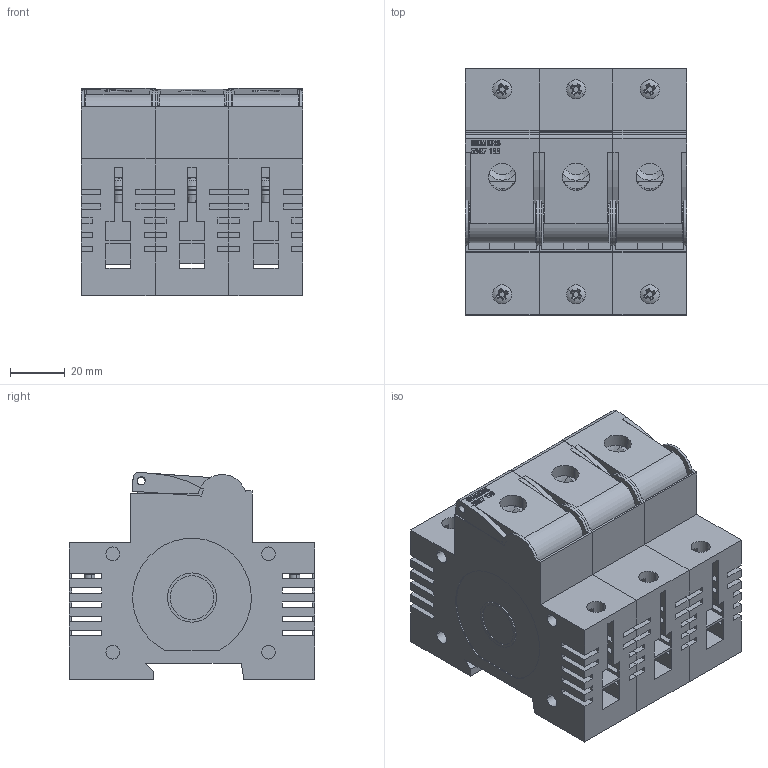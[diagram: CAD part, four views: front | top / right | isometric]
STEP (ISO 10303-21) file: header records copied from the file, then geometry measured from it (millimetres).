
FILE_DESCRIPTION(('STEP AP214'),'1');
FILE_NAME('cctmp_2DB0C6C7-263D-4950-9F23-0EFE8EB26839_2023_07_21_23_26_00_0343..stp','2023-07-21T21:26:01',('SIEMENS A&D'),('CADClick - www.CADClick.com'),'Spatial InterOp 3D postprocessed',' ','unknown authorization');
FILE_SCHEMA(('AUTOMOTIVE_DESIGN'));
Length unit declared in the file: millimetre
Products named in the file (16): cc_unnamed; 2023_07_21_23_26_00_0293; 2023_07_21_23_26_00_0289; 2023_07_21_23_26_00_0285; 2023_07_21_23_26_00_0281; 2023_07_21_23_26_00_0277; 2023_07_21_23_26_00_0273; 2023_07_21_23_26_00_0269; 2023_07_21_23_26_00_0266; 2023_07_21_23_26_00_0262; 2023_07_21_23_26_00_0258; 2023_07_21_23_26_00_0254; 2023_07_21_23_26_00_0250; 2023_07_21_23_26_00_0246; 2023_07_21_23_26_00_0242; 2023_07_21_23_26_00_0238
Assembly tree (15 placements, depth 2):
  cc_unnamed
    2023_07_21_23_26_00_0293
    2023_07_21_23_26_00_0289
    2023_07_21_23_26_00_0285
    2023_07_21_23_26_00_0281
    2023_07_21_23_26_00_0277
    2023_07_21_23_26_00_0273
    2023_07_21_23_26_00_0269
    2023_07_21_23_26_00_0266
    2023_07_21_23_26_00_0262
    2023_07_21_23_26_00_0258
    2023_07_21_23_26_00_0254
    2023_07_21_23_26_00_0250
    2023_07_21_23_26_00_0246
    2023_07_21_23_26_00_0242
    2023_07_21_23_26_00_0238
Bounding box: 81 x 90 x 75.77 mm (x, y, z)
Volume: 235138.9 mm3; surface area: 141650.5 mm2
Topology: 15 solids, 15 shells, 1234 faces, 3657 edges, 2419 vertices
Faces by surface type: plane 865, cylinder 174, cone 138, extrusion 27, torus 12, sphere 12, bspline 6
Entity records: 46509 total; most frequent: CARTESIAN_POINT 9054, ORIENTED_EDGE 7314, DIRECTION 6537, EDGE_CURVE 3657, VECTOR 2603, LINE 2576, VERTEX_POINT 2419, AXIS2_PLACEMENT_3D 1967
